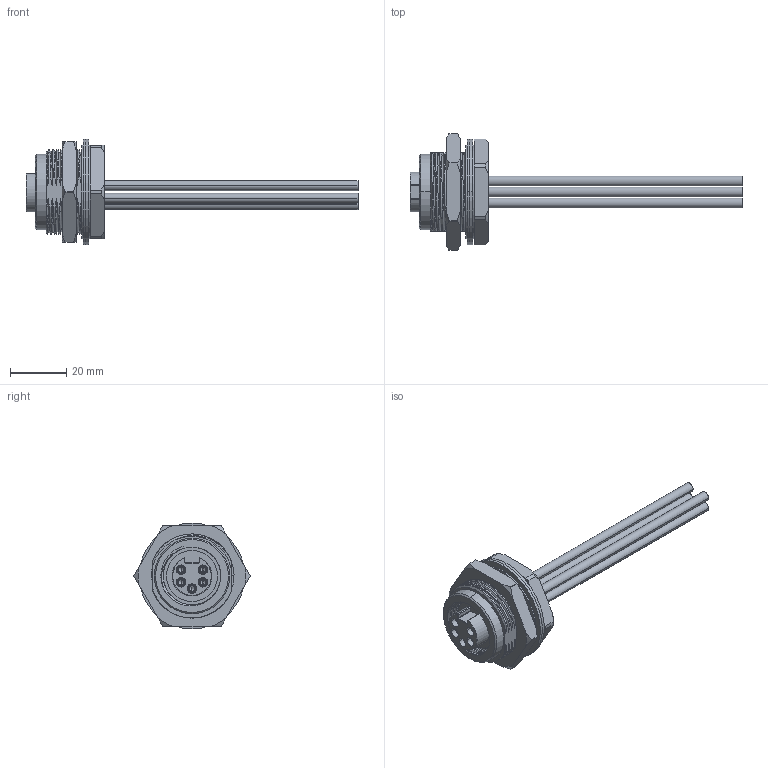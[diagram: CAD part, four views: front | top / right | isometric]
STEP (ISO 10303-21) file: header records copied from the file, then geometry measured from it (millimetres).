
FILE_DESCRIPTION((''),'2;1');
FILE_NAME('FMK51-M30_ASM','2019-03-06T',('Dell'),(''),'CREO PARAMETRIC BY PTC INC, 2017020','CREO PARAMETRIC BY PTC INC, 2017020','');
FILE_SCHEMA(('CONFIG_CONTROL_DESIGN'));
Length unit declared in the file: millimetre
Products named in the file (1): FMK51-M30_ASM
Bounding box: 118.5 x 41.5 x 37.7 mm (x, y, z)
Volume: 12184.2 mm3; surface area: 19042.3 mm2
Topology: 3 solids, 15 shells, 452 faces, 1112 edges, 725 vertices
Faces by surface type: cylinder 209, plane 131, cone 60, bspline 47, torus 3, sphere 2
Entity records: 17481 total; most frequent: CARTESIAN_POINT 6907, ORIENTED_EDGE 2194, DIRECTION 2143, EDGE_CURVE 1102, AXIS2_PLACEMENT_3D 869, VERTEX_POINT 725, EDGE_LOOP 526, CIRCLE 463
